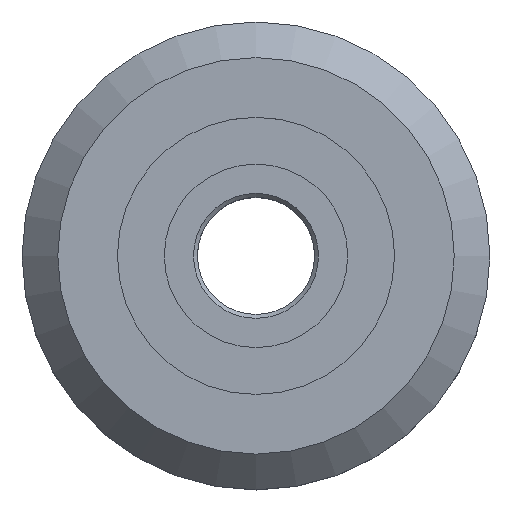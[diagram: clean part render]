
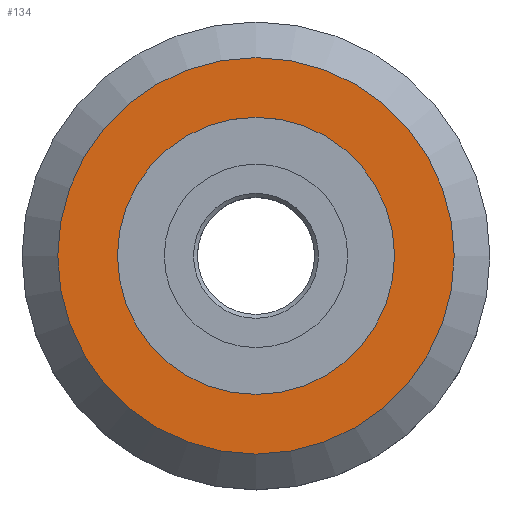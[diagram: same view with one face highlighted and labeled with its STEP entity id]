
A CAD part, top view. The second image highlights one B-rep face of the part: STEP entity #134.
In plain terms, the highlighted planar face has unit normal (0, 0, 1).
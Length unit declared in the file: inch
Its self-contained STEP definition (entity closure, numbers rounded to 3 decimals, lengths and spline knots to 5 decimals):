
#134 = ADVANCED_FACE( '', ( #159, #160 ), #161, .T. );
#159 = FACE_BOUND( '', #217, .T. );
#160 = FACE_OUTER_BOUND( '', #218, .T. );
#161 = PLANE( '', #219 );
#217 = EDGE_LOOP( '', ( #278 ) );
#218 = EDGE_LOOP( '', ( #279 ) );
#219 = AXIS2_PLACEMENT_3D( '', #280, #281, #282 );
#278 = ORIENTED_EDGE( '', *, *, #366, .T. );
#279 = ORIENTED_EDGE( '', *, *, #363, .F. );
#280 = CARTESIAN_POINT( '', ( 0., 1., 0.375 ) );
#281 = DIRECTION( '', ( 0., 0., 1. ) );
#282 = DIRECTION( '', ( 0., -1., 0. ) );
#363 = EDGE_CURVE( '', #382, #382, #383, .T. );
#366 = EDGE_CURVE( '', #388, #388, #389, .T. );
#382 = VERTEX_POINT( '', #420 );
#383 = CIRCLE( '', #421, 1. );
#388 = VERTEX_POINT( '', #426 );
#389 = CIRCLE( '', #427, 0.69882 );
#420 = CARTESIAN_POINT( '', ( 0., 1., 0.375 ) );
#421 = AXIS2_PLACEMENT_3D( '', #458, #459, #460 );
#426 = CARTESIAN_POINT( '', ( 0., 0.69882, 0.375 ) );
#427 = AXIS2_PLACEMENT_3D( '', #467, #468, #469 );
#458 = CARTESIAN_POINT( '', ( 0., 0., 0.375 ) );
#459 = DIRECTION( '', ( 0., 0., -1. ) );
#460 = DIRECTION( '', ( 0., 1., 0. ) );
#467 = CARTESIAN_POINT( '', ( 0., 0., 0.375 ) );
#468 = DIRECTION( '', ( 0., 0., -1. ) );
#469 = DIRECTION( '', ( 0., 1., 0. ) );
